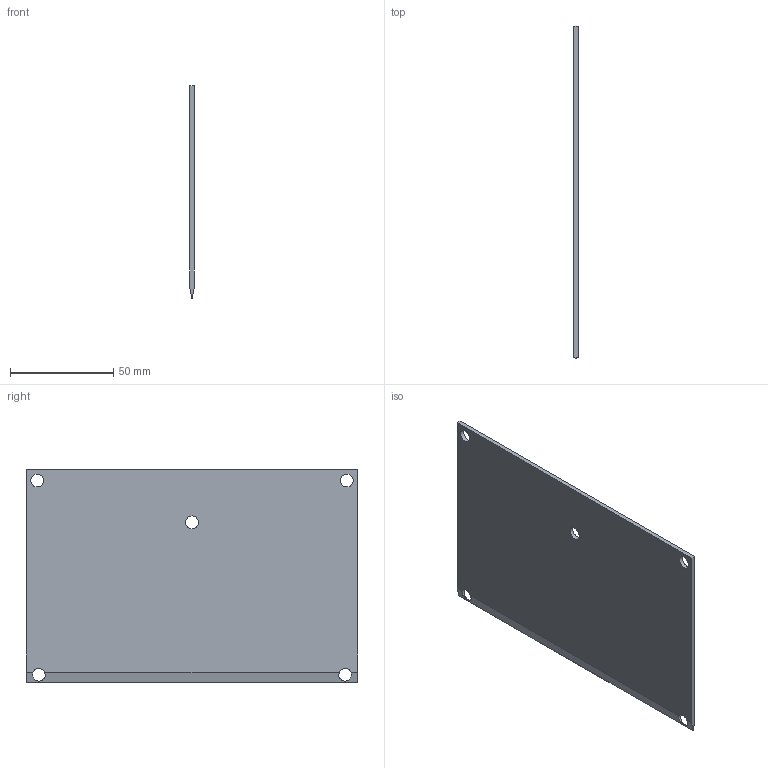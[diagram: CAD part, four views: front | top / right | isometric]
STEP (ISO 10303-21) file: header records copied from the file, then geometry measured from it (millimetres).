
FILE_DESCRIPTION(/* description */ (''),/* implementation_level */ '2;1');
FILE_NAME(/* name */ 'Component7.step',/* time_stamp */ '2024-10-02T21:12:21+02:00',/* author */ (''),/* organization */ (''),/* preprocessor_version */ 'ST-DEVELOPER v20',/* originating_system */ 'Autodesk Translation Framework v13.20.0.188',/* authorisation */ '');
FILE_SCHEMA (('AUTOMOTIVE_DESIGN { 1 0 10303 214 3 1 1 }'));
Length unit declared in the file: millimetre
Products named in the file (1): FusionComponent
Bounding box: 2 x 160.4 x 102.9 mm (x, y, z)
Volume: 31980.7 mm3; surface area: 33643.6 mm2
Topology: 1 solids, 1 shells, 13 faces, 45 edges, 30 vertices
Faces by surface type: plane 8, cylinder 5
Full cylindrical faces by diameter (mm): 6.2 x5
Entity records: 550 total; most frequent: DIRECTION 91, ORIENTED_EDGE 90, CARTESIAN_POINT 89, EDGE_CURVE 45, AXIS2_PLACEMENT_3D 32, VERTEX_POINT 30, LINE 27, VECTOR 27
